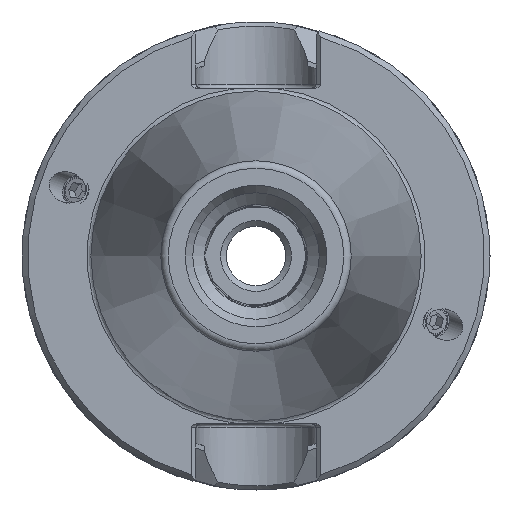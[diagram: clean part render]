
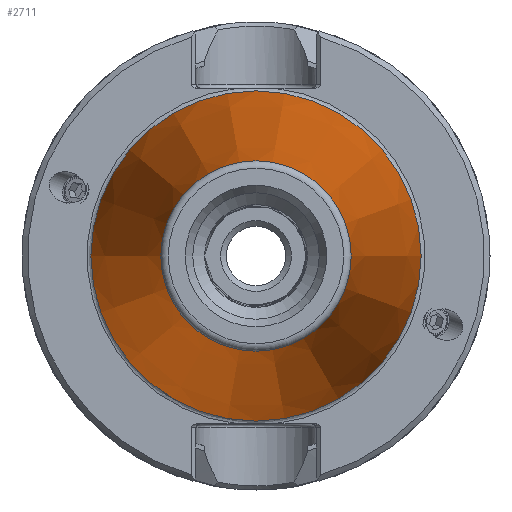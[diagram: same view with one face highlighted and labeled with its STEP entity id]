
A CAD part, left-side view. The second image highlights one B-rep face of the part: STEP entity #2711.
In plain terms, the highlighted conical face has half-angle 8.297 degrees and reference radius 17.456 mm.
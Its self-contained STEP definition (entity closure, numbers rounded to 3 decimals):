
#2668=CARTESIAN_POINT('',(-64.536,12.814,0.));
#2669=VERTEX_POINT('',#2668);
#2670=CARTESIAN_POINT('',(-64.536,0.,0.));
#2671=DIRECTION('',(-1.0,0.0,0.0));
#2672=DIRECTION('',(0.0,-1.0,0.0));
#2673=AXIS2_PLACEMENT_3D('',#2670,#2671,#2672);
#2674=CIRCLE('',#2673,12.814);
#2675=EDGE_CURVE('',#2669,#2669,#2674,.T.);
#2692=CARTESIAN_POINT('',(-32.703,0.0,0.0));
#2693=DIRECTION('',(1.0,0.0,0.0));
#2694=DIRECTION('',(0.,1.0,0.0));
#2695=AXIS2_PLACEMENT_3D('',#2692,#2693,#2694);
#2696=CONICAL_SURFACE('',#2695,17.456,8.297);
#2697=CARTESIAN_POINT('',(0.0,22.225,0.0));
#2698=VERTEX_POINT('',#2697);
#2699=CARTESIAN_POINT('',(0.0,0.0,0.0));
#2700=DIRECTION('',(1.0,0.,0.0));
#2701=DIRECTION('',(0.,1.0,0.0));
#2702=AXIS2_PLACEMENT_3D('',#2699,#2700,#2701);
#2703=CIRCLE('',#2702,22.225);
#2704=EDGE_CURVE('',#2698,#2698,#2703,.T.);
#2705=ORIENTED_EDGE('',*,*,#2704,.F.);
#2706=EDGE_LOOP('',(#2705));
#2707=FACE_OUTER_BOUND('',#2706,.T.);
#2708=ORIENTED_EDGE('',*,*,#2675,.F.);
#2709=EDGE_LOOP('',(#2708));
#2710=FACE_BOUND('',#2709,.T.);
#2711=ADVANCED_FACE('',(#2707,#2710),#2696,.T.);
